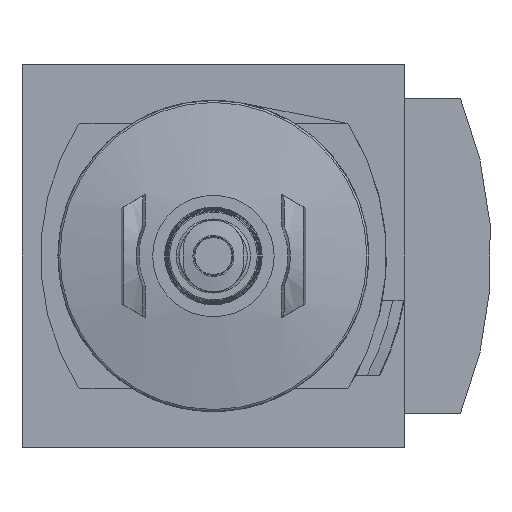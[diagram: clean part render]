
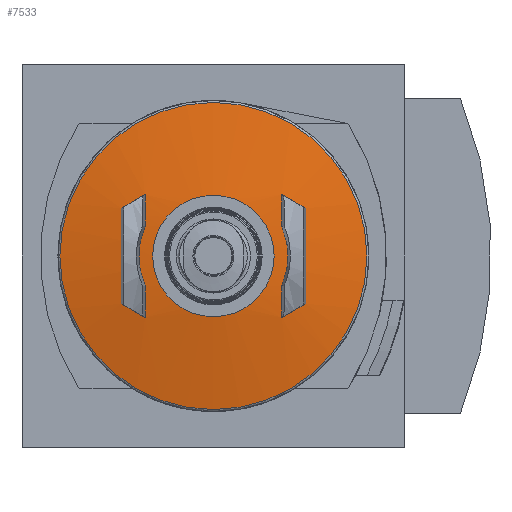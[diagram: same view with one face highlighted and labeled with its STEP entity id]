
A CAD part, front view. The second image highlights one B-rep face of the part: STEP entity #7533.
In plain terms, the highlighted spherical face has radius 110 mm.
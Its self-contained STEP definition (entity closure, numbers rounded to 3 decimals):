
#30=SPHERICAL_SURFACE('',#7992,110.);
#1453=CIRCLE('',#7959,109.361);
#1454=CIRCLE('',#7961,109.618);
#1455=CIRCLE('',#7963,9.837);
#1456=CIRCLE('',#7965,12.072);
#1457=CIRCLE('',#7967,109.618);
#1458=CIRCLE('',#7969,109.361);
#1459=CIRCLE('',#7971,109.085);
#1460=CIRCLE('',#7973,108.704);
#1461=CIRCLE('',#7975,109.085);
#1462=CIRCLE('',#7977,109.361);
#1463=CIRCLE('',#7979,109.618);
#1464=CIRCLE('',#7981,12.072);
#1465=CIRCLE('',#7983,109.618);
#1466=CIRCLE('',#7985,109.361);
#1467=CIRCLE('',#7987,109.085);
#1468=CIRCLE('',#7989,108.704);
#1469=CIRCLE('',#7991,109.085);
#1470=CIRCLE('',#7993,24.87);
#2765=ORIENTED_EDGE('',*,*,#3723,.T.);
#2766=ORIENTED_EDGE('',*,*,#3696,.T.);
#2767=ORIENTED_EDGE('',*,*,#3693,.T.);
#2768=ORIENTED_EDGE('',*,*,#3690,.T.);
#2769=ORIENTED_EDGE('',*,*,#3706,.T.);
#2770=ORIENTED_EDGE('',*,*,#3704,.T.);
#2771=ORIENTED_EDGE('',*,*,#3702,.T.);
#2772=ORIENTED_EDGE('',*,*,#3700,.T.);
#2773=ORIENTED_EDGE('',*,*,#3698,.T.);
#2774=ORIENTED_EDGE('',*,*,#3722,.T.);
#2775=ORIENTED_EDGE('',*,*,#3720,.T.);
#2776=ORIENTED_EDGE('',*,*,#3718,.T.);
#2777=ORIENTED_EDGE('',*,*,#3716,.T.);
#2778=ORIENTED_EDGE('',*,*,#3714,.T.);
#2779=ORIENTED_EDGE('',*,*,#3712,.T.);
#2780=ORIENTED_EDGE('',*,*,#3710,.T.);
#2781=ORIENTED_EDGE('',*,*,#3707,.T.);
#2782=ORIENTED_EDGE('',*,*,#3695,.F.);
#3690=EDGE_CURVE('',#4265,#4266,#1453,.T.);
#3693=EDGE_CURVE('',#4267,#4265,#1454,.T.);
#3695=EDGE_CURVE('',#4268,#4268,#1455,.T.);
#3696=EDGE_CURVE('',#4269,#4267,#1456,.F.);
#3698=EDGE_CURVE('',#4270,#4269,#1457,.T.);
#3700=EDGE_CURVE('',#4271,#4270,#1458,.T.);
#3702=EDGE_CURVE('',#4272,#4271,#1459,.T.);
#3704=EDGE_CURVE('',#4273,#4272,#1460,.T.);
#3706=EDGE_CURVE('',#4266,#4273,#1461,.T.);
#3707=EDGE_CURVE('',#4274,#4275,#1462,.T.);
#3710=EDGE_CURVE('',#4276,#4274,#1463,.T.);
#3712=EDGE_CURVE('',#4277,#4276,#1464,.F.);
#3714=EDGE_CURVE('',#4278,#4277,#1465,.T.);
#3716=EDGE_CURVE('',#4279,#4278,#1466,.T.);
#3718=EDGE_CURVE('',#4280,#4279,#1467,.T.);
#3720=EDGE_CURVE('',#4281,#4280,#1468,.T.);
#3722=EDGE_CURVE('',#4275,#4281,#1469,.T.);
#3723=EDGE_CURVE('',#4282,#4282,#1470,.T.);
#4265=VERTEX_POINT('',#11029);
#4266=VERTEX_POINT('',#11030);
#4267=VERTEX_POINT('',#11035);
#4268=VERTEX_POINT('',#11042);
#4269=VERTEX_POINT('',#11045);
#4270=VERTEX_POINT('',#11052);
#4271=VERTEX_POINT('',#11056);
#4272=VERTEX_POINT('',#11060);
#4273=VERTEX_POINT('',#11064);
#4274=VERTEX_POINT('',#11070);
#4275=VERTEX_POINT('',#11071);
#4276=VERTEX_POINT('',#11076);
#4277=VERTEX_POINT('',#11083);
#4278=VERTEX_POINT('',#11090);
#4279=VERTEX_POINT('',#11094);
#4280=VERTEX_POINT('',#11098);
#4281=VERTEX_POINT('',#11102);
#4282=VERTEX_POINT('',#11108);
#4629=EDGE_LOOP('',(#2765));
#4630=EDGE_LOOP('',(#2766,#2767,#2768,#2769,#2770,#2771,#2772,#2773));
#4631=EDGE_LOOP('',(#2774,#2775,#2776,#2777,#2778,#2779,#2780,#2781));
#4632=EDGE_LOOP('',(#2782));
#4995=FACE_BOUND('',#4629,.T.);
#4996=FACE_BOUND('',#4630,.T.);
#4997=FACE_BOUND('',#4631,.T.);
#4998=FACE_BOUND('',#4632,.T.);
#7533=ADVANCED_FACE('',(#4995,#4996,#4997,#4998),#30,.T.);
#7959=AXIS2_PLACEMENT_3D('',#11028,#9292,#9293);
#7961=AXIS2_PLACEMENT_3D('',#11034,#9298,#9299);
#7963=AXIS2_PLACEMENT_3D('',#11041,#9302,#9303);
#7965=AXIS2_PLACEMENT_3D('',#11044,#9306,#9307);
#7967=AXIS2_PLACEMENT_3D('',#11051,#9310,#9311);
#7969=AXIS2_PLACEMENT_3D('',#11055,#9315,#9316);
#7971=AXIS2_PLACEMENT_3D('',#11059,#9320,#9321);
#7973=AXIS2_PLACEMENT_3D('',#11063,#9325,#9326);
#7975=AXIS2_PLACEMENT_3D('',#11067,#9330,#9331);
#7977=AXIS2_PLACEMENT_3D('',#11069,#9334,#9335);
#7979=AXIS2_PLACEMENT_3D('',#11075,#9340,#9341);
#7981=AXIS2_PLACEMENT_3D('',#11082,#9344,#9345);
#7983=AXIS2_PLACEMENT_3D('',#11089,#9348,#9349);
#7985=AXIS2_PLACEMENT_3D('',#11093,#9353,#9354);
#7987=AXIS2_PLACEMENT_3D('',#11097,#9358,#9359);
#7989=AXIS2_PLACEMENT_3D('',#11101,#9363,#9364);
#7991=AXIS2_PLACEMENT_3D('',#11105,#9368,#9369);
#7992=AXIS2_PLACEMENT_3D('',#11106,#9370,#9371);
#7993=AXIS2_PLACEMENT_3D('',#11107,#9372,#9373);
#9292=DIRECTION('',(0.,-0.017,1.));
#9293=DIRECTION('',(0.,-1.,-0.017));
#9298=DIRECTION('',(-1.,-0.017,0.));
#9299=DIRECTION('',(0.017,-1.,0.));
#9302=DIRECTION('',(0.,-1.,0.));
#9303=DIRECTION('',(0.,0.,-1.));
#9306=DIRECTION('',(0.,1.,0.));
#9307=DIRECTION('',(0.,0.,1.));
#9310=DIRECTION('',(-1.,-0.017,0.));
#9311=DIRECTION('',(0.017,-1.,0.));
#9315=DIRECTION('',(0.,-0.017,-1.));
#9316=DIRECTION('',(0.,1.,-0.017));
#9320=DIRECTION('',(0.5,0.,-0.866));
#9321=DIRECTION('',(-0.866,0.,-0.5));
#9325=DIRECTION('',(1.,-0.017,0.));
#9326=DIRECTION('',(0.017,1.,0.));
#9330=DIRECTION('',(0.5,0.,0.866));
#9331=DIRECTION('',(0.866,0.,-0.5));
#9334=DIRECTION('',(0.,-0.017,-1.));
#9335=DIRECTION('',(0.,1.,-0.017));
#9340=DIRECTION('',(1.,-0.017,0.));
#9341=DIRECTION('',(0.017,1.,0.));
#9344=DIRECTION('',(0.,1.,0.));
#9345=DIRECTION('',(0.,0.,1.));
#9348=DIRECTION('',(1.,-0.017,0.));
#9349=DIRECTION('',(0.017,1.,0.));
#9353=DIRECTION('',(0.,-0.017,1.));
#9354=DIRECTION('',(0.,-1.,-0.017));
#9358=DIRECTION('',(-0.5,0.,0.866));
#9359=DIRECTION('',(0.866,0.,0.5));
#9363=DIRECTION('',(-1.,-0.017,0.));
#9364=DIRECTION('',(0.017,-1.,0.));
#9368=DIRECTION('',(-0.5,0.,-0.866));
#9369=DIRECTION('',(-0.866,0.,0.5));
#9370=DIRECTION('',(0.,-1.,0.));
#9371=DIRECTION('',(1.,0.,0.));
#9372=DIRECTION('',(0.,-1.,0.));
#9373=DIRECTION('',(0.,0.,-1.));
#11028=CARTESIAN_POINT('',(0.,-45.977,11.833));
#11029=CARTESIAN_POINT('',(11.066,-154.761,9.934));
#11030=CARTESIAN_POINT('',(11.114,-154.756,9.934));
#11034=CARTESIAN_POINT('',(9.16,-45.611,0.));
#11035=CARTESIAN_POINT('',(11.072,-155.106,4.811));
#11041=CARTESIAN_POINT('',(0.,-155.33,0.));
#11042=CARTESIAN_POINT('',(0.,-155.33,-9.837));
#11044=CARTESIAN_POINT('',(0.,-155.106,0.));
#11045=CARTESIAN_POINT('',(11.072,-155.106,-4.811));
#11051=CARTESIAN_POINT('',(9.16,-45.611,0.));
#11052=CARTESIAN_POINT('',(11.066,-154.761,-9.934));
#11055=CARTESIAN_POINT('',(0.,-45.977,-11.833));
#11056=CARTESIAN_POINT('',(11.114,-154.756,-9.934));
#11059=CARTESIAN_POINT('',(7.08,-45.771,-12.263));
#11060=CARTESIAN_POINT('',(14.939,-154.477,-7.726));
#11063=CARTESIAN_POINT('',(16.832,-46.065,0.));
#11064=CARTESIAN_POINT('',(14.939,-154.477,7.726));
#11067=CARTESIAN_POINT('',(7.08,-45.771,12.263));
#11069=CARTESIAN_POINT('',(0.,-45.977,-11.833));
#11070=CARTESIAN_POINT('',(-11.066,-154.761,-9.934));
#11071=CARTESIAN_POINT('',(-11.114,-154.756,-9.934));
#11075=CARTESIAN_POINT('',(-9.16,-45.611,0.));
#11076=CARTESIAN_POINT('',(-11.072,-155.106,-4.811));
#11082=CARTESIAN_POINT('',(0.,-155.106,0.));
#11083=CARTESIAN_POINT('',(-11.072,-155.106,4.811));
#11089=CARTESIAN_POINT('',(-9.16,-45.611,0.));
#11090=CARTESIAN_POINT('',(-11.066,-154.761,9.934));
#11093=CARTESIAN_POINT('',(0.,-45.977,11.833));
#11094=CARTESIAN_POINT('',(-11.114,-154.756,9.934));
#11097=CARTESIAN_POINT('',(-7.08,-45.771,12.263));
#11098=CARTESIAN_POINT('',(-14.939,-154.477,7.726));
#11101=CARTESIAN_POINT('',(-16.832,-46.065,0.));
#11102=CARTESIAN_POINT('',(-14.939,-154.477,-7.726));
#11105=CARTESIAN_POINT('',(-7.08,-45.771,-12.263));
#11106=CARTESIAN_POINT('',(0.,-45.771,0.));
#11107=CARTESIAN_POINT('',(0.,-152.922,0.));
#11108=CARTESIAN_POINT('',(0.,-152.922,-24.87));
